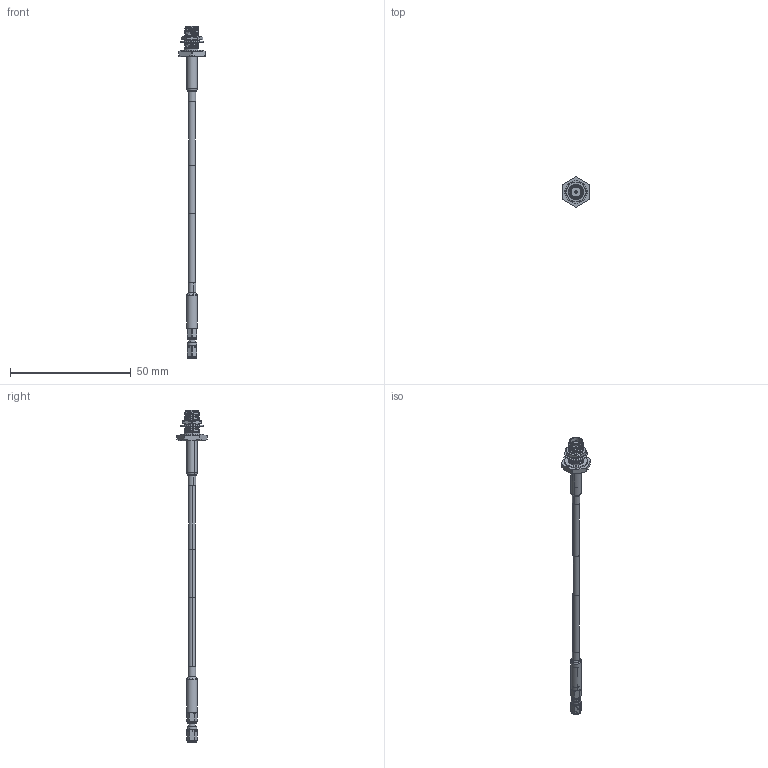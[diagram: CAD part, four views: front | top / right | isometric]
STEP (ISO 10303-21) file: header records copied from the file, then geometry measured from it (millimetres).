
FILE_DESCRIPTION (( 'STEP AP214' ), '1' );
FILE_NAME ('FMC00302-0001_3D.step', '2024-01-19T19:37:45', ( '' ), ( '' ), 'SwSTEP 2.0', 'SolidWorks 2022', '' );
FILE_SCHEMA (( 'AUTOMOTIVE_DESIGN' ));
Length unit declared in the file: inch
Products named in the file (6): Copy of Heatshrink_LMR-100A-PVC-4_240177^FMC00302-0001; Copy of Cable_LMR-100A-PVC_240177^FMC00302-0001; Copy of PE44643 ¦ SC7076^FMC00302-0001; FMC00302-0001_3D; Copy (2) of Heatshrink_LMR-100A-PVC-4_240177^FMC00302-0001; Copy of PE45209 ¦ SC8860^FMC00302-0001
Assembly tree (5 placements, depth 2):
  FMC00302-0001_3D
    Copy of Cable_LMR-100A-PVC_240177^FMC00302-0001
    Copy of PE45209 ¦ SC8860^FMC00302-0001
    Copy of Heatshrink_LMR-100A-PVC-4_240177^FMC00302-0001
    Copy of PE44643 ¦ SC7076^FMC00302-0001
    Copy (2) of Heatshrink_LMR-100A-PVC-4_240177^FMC00302-0001
Bounding box: 11 x 12.46 x 137.7 mm (x, y, z)
Volume: 1913.5 mm3; surface area: 3515.8 mm2
Topology: 12 solids, 12 shells, 930 faces, 2273 edges, 1384 vertices
Faces by surface type: bspline 442, cylinder 250, plane 154, cone 70, torus 14
Entity records: 67582 total; most frequent: CARTESIAN_POINT 48926, ORIENTED_EDGE 4546, EDGE_CURVE 2273, DIRECTION 2143, VERTEX_POINT 1384, EDGE_LOOP 963, FACE_OUTER_BOUND 930, ADVANCED_FACE 930
